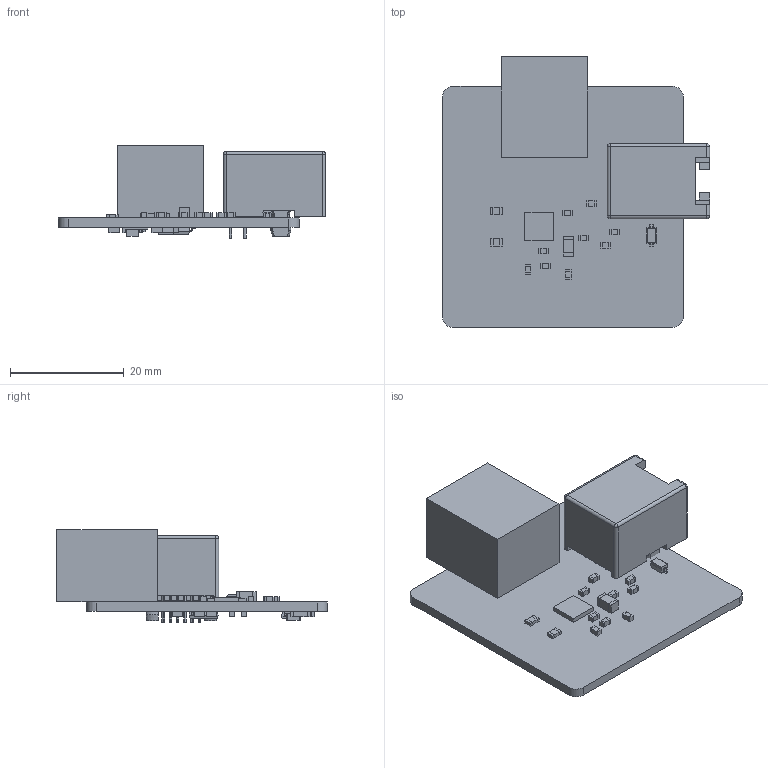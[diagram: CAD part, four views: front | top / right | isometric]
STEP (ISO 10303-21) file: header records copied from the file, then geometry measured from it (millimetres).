
FILE_DESCRIPTION(('Open CASCADE Model'),'2;1');
FILE_NAME('Open CASCADE Shape Model','2021-03-13T23:22:29',('Author'),( 'Open CASCADE'),'Open CASCADE STEP processor 6.5','Open CASCADE 6.5' ,'Unknown');
FILE_SCHEMA(('AUTOMOTIVE_DESIGN { 1 0 10303 214 1 1 1 1 }'));
Length unit declared in the file: millimetre
Products named in the file (80): PCB; Board; VD2; SOD-123; VD1; U3; 1543320992; Cylinder; 1543687360; Extruded; 1543711040; 1744556528; 1744560752; 1744557296; C12; 1542885328; 1539847392; C11; C10; 1599416912; 1599127680; C9; 1601959664; 1601959792; J2; 54601-906WPLFc; J1; 1601960560; U2; 1542622704; U1; tssop14-2; R9; 1542623600; 1542623472; R8; R7; R6; 1542623216; 1542623088 ...
Assembly tree (129 placements, depth 4):
  PCB
    Board
    VD2
      SOD-123
    VD1
      SOD-123
    U3
      1543320992
        Cylinder
      1543687360  x2
        Extruded
      1543711040  x4
        Extruded
      1744556528
        Extruded
      1744560752  x2
        Extruded
      1744557296
        Extruded
    C12
      1542885328
        Extruded
      1539847392  x2
        Extruded
    C11
      1542885328
        Extruded
      1539847392  x2
        Extruded
    C10
      1599416912
        Extruded
      1599127680  x2
        Extruded
    C9
      1601959664
        Extruded
      1601959792  x2
        Extruded
    J2
      54601-906WPLFc
    J1
      1601960560
        Extruded
    U2
      1542622704
        Extruded
    U1
      tssop14-2
    R9
      1542623600
        Extruded
      1542623472  x2
        Extruded
    R8
      1542623600
        Extruded
      1542623472  x2
        Extruded
    R7
Bounding box: 47.05 x 47.63 x 16.25 mm (x, y, z)
Volume: 8320.6 mm3; surface area: 7482.3 mm2
Topology: 80 solids, 80 shells, 869 faces, 2030 edges, 1336 vertices
Faces by surface type: plane 730, cylinder 121, cone 10, sphere 4, torus 4
Full cylindrical faces by diameter (mm): 0.1 x1
Entity records: 39933 total; most frequent: CARTESIAN_POINT 10136, DIRECTION 4915, LINE 3047, VECTOR 3047, ORIENTED_EDGE 2682, PCURVE 2682, DEFINITIONAL_REPRESENTATION 2682, EDGE_CURVE 1341
